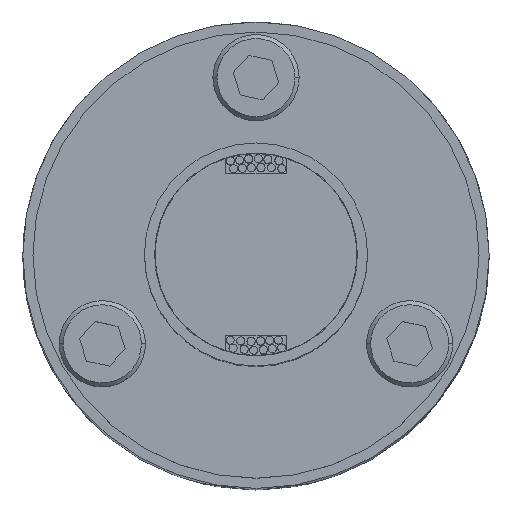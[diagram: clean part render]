
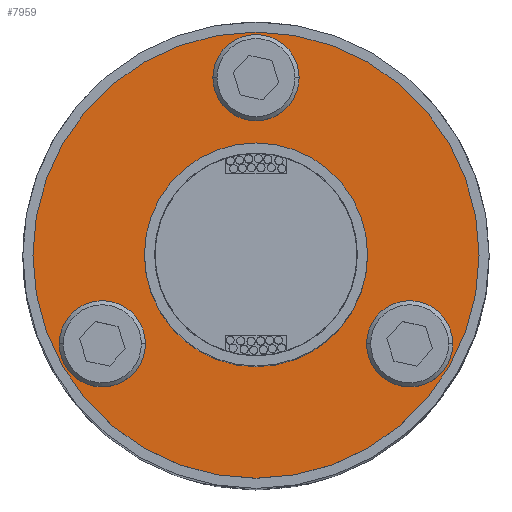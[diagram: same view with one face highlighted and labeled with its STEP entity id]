
A CAD part, top view. The second image highlights one B-rep face of the part: STEP entity #7959.
In plain terms, the highlighted planar face has unit normal (0, 0, 1).
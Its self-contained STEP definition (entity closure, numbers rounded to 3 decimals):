
#174 = VERTEX_POINT ( 'NONE', #6443 ) ;
#276 = CIRCLE ( 'NONE', #2894, 4.25 ) ;
#330 = ORIENTED_EDGE ( 'NONE', *, *, #3985, .F. ) ;
#334 = DIRECTION ( 'NONE',  ( 0., 0., 1. ) ) ;
#499 = CARTESIAN_POINT ( 'NONE',  ( 0., 0., 106.4 ) ) ;
#694 = VERTEX_POINT ( 'NONE', #5704 ) ;
#698 = FACE_BOUND ( 'NONE', #7595, .T. ) ;
#875 = CARTESIAN_POINT ( 'NONE',  ( 22., 0., 106.4 ) ) ;
#932 = CIRCLE ( 'NONE', #2987, 4.25 ) ;
#965 = DIRECTION ( 'NONE',  ( 0., 0., 1. ) ) ;
#971 = CIRCLE ( 'NONE', #1163, 4.25 ) ;
#1010 = CARTESIAN_POINT ( 'NONE',  ( 11., 0., 106.4 ) ) ;
#1163 = AXIS2_PLACEMENT_3D ( 'NONE', #4699, #334, #5414 ) ;
#1245 = DIRECTION ( 'NONE',  ( 1., 0., 0. ) ) ;
#1248 = EDGE_CURVE ( 'NONE', #174, #2102, #3840, .T. ) ;
#1336 = ORIENTED_EDGE ( 'NONE', *, *, #3057, .T. ) ;
#1346 = EDGE_LOOP ( 'NONE', ( #330, #3689 ) ) ;
#1555 = ORIENTED_EDGE ( 'NONE', *, *, #5218, .F. ) ;
#1559 = CIRCLE ( 'NONE', #8709, 11. ) ;
#1678 = AXIS2_PLACEMENT_3D ( 'NONE', #4154, #9169, #4870 ) ;
#1842 = CARTESIAN_POINT ( 'NONE',  ( 0., 0., 106.4 ) ) ;
#2102 = VERTEX_POINT ( 'NONE', #9086 ) ;
#2178 = ORIENTED_EDGE ( 'NONE', *, *, #1248, .F. ) ;
#2216 = EDGE_CURVE ( 'NONE', #4939, #9030, #1559, .T. ) ;
#2228 = CARTESIAN_POINT ( 'NONE',  ( 0., 0., 106.4 ) ) ;
#2255 = ORIENTED_EDGE ( 'NONE', *, *, #6396, .F. ) ;
#2295 = CIRCLE ( 'NONE', #5645, 11. ) ;
#2388 = CARTESIAN_POINT ( 'NONE',  ( 0., 17.5, 106.4 ) ) ;
#2575 = VERTEX_POINT ( 'NONE', #875 ) ;
#2588 = DIRECTION ( 'NONE',  ( 0., 0., 1. ) ) ;
#2591 = DIRECTION ( 'NONE',  ( 1., 0., 0. ) ) ;
#2681 = FACE_BOUND ( 'NONE', #1346, .T. ) ;
#2804 = EDGE_CURVE ( 'NONE', #3281, #694, #276, .T. ) ;
#2876 = DIRECTION ( 'NONE',  ( 0., 0., 1. ) ) ;
#2893 = DIRECTION ( 'NONE',  ( -0.5, 0.866, 0. ) ) ;
#2894 = AXIS2_PLACEMENT_3D ( 'NONE', #6905, #2588, #7597 ) ;
#2905 = FACE_BOUND ( 'NONE', #7405, .T. ) ;
#2966 = DIRECTION ( 'NONE',  ( 1., 0., 0. ) ) ;
#2987 = AXIS2_PLACEMENT_3D ( 'NONE', #2388, #7423, #3126 ) ;
#3057 = EDGE_CURVE ( 'NONE', #2575, #6060, #4003, .T. ) ;
#3126 = DIRECTION ( 'NONE',  ( 1., 0., 0. ) ) ;
#3281 = VERTEX_POINT ( 'NONE', #4540 ) ;
#3296 = CARTESIAN_POINT ( 'NONE',  ( 19.405, -8.75, 106.4 ) ) ;
#3576 = DIRECTION ( 'NONE',  ( 0., 0., 1. ) ) ;
#3689 = ORIENTED_EDGE ( 'NONE', *, *, #2216, .F. ) ;
#3840 = CIRCLE ( 'NONE', #6740, 4.25 ) ;
#3948 = ORIENTED_EDGE ( 'NONE', *, *, #2804, .F. ) ;
#3985 = EDGE_CURVE ( 'NONE', #9030, #4939, #2295, .T. ) ;
#4003 = CIRCLE ( 'NONE', #8779, 22. ) ;
#4094 = CARTESIAN_POINT ( 'NONE',  ( 0., 0., 106.4 ) ) ;
#4154 = CARTESIAN_POINT ( 'NONE',  ( 15.155, -8.75, 106.4 ) ) ;
#4164 = EDGE_CURVE ( 'NONE', #2102, #174, #8807, .T. ) ;
#4339 = FACE_BOUND ( 'NONE', #6449, .T. ) ;
#4540 = CARTESIAN_POINT ( 'NONE',  ( -4.25, 17.5, 106.4 ) ) ;
#4615 = DIRECTION ( 'NONE',  ( 1., 0., 0. ) ) ;
#4635 = ORIENTED_EDGE ( 'NONE', *, *, #5726, .T. ) ;
#4699 = CARTESIAN_POINT ( 'NONE',  ( 15.155, -8.75, 106.4 ) ) ;
#4811 = DIRECTION ( 'NONE',  ( 1., 0., 0. ) ) ;
#4870 = DIRECTION ( 'NONE',  ( -0.5, -0.866, 0. ) ) ;
#4923 = ORIENTED_EDGE ( 'NONE', *, *, #4164, .F. ) ;
#4939 = VERTEX_POINT ( 'NONE', #1010 ) ;
#5218 = EDGE_CURVE ( 'NONE', #8825, #5709, #6381, .T. ) ;
#5414 = DIRECTION ( 'NONE',  ( -0.5, -0.866, 0. ) ) ;
#5564 = DIRECTION ( 'NONE',  ( 0., 0., 1. ) ) ;
#5632 = ORIENTED_EDGE ( 'NONE', *, *, #7913, .F. ) ;
#5645 = AXIS2_PLACEMENT_3D ( 'NONE', #499, #5564, #1245 ) ;
#5704 = CARTESIAN_POINT ( 'NONE',  ( 4.25, 17.5, 106.4 ) ) ;
#5709 = VERTEX_POINT ( 'NONE', #3296 ) ;
#5726 = EDGE_CURVE ( 'NONE', #6060, #2575, #7392, .T. ) ;
#5866 = CARTESIAN_POINT ( 'NONE',  ( -22., 0., 106.4 ) ) ;
#6060 = VERTEX_POINT ( 'NONE', #5866 ) ;
#6080 = CARTESIAN_POINT ( 'NONE',  ( -11., 0., 106.4 ) ) ;
#6381 = CIRCLE ( 'NONE', #1678, 4.25 ) ;
#6396 = EDGE_CURVE ( 'NONE', #5709, #8825, #971, .T. ) ;
#6443 = CARTESIAN_POINT ( 'NONE',  ( -19.405, -8.75, 106.4 ) ) ;
#6449 = EDGE_LOOP ( 'NONE', ( #2178, #4923 ) ) ;
#6472 = CARTESIAN_POINT ( 'NONE',  ( -15.155, -8.75, 106.4 ) ) ;
#6740 = AXIS2_PLACEMENT_3D ( 'NONE', #6472, #2876, #2893 ) ;
#6905 = CARTESIAN_POINT ( 'NONE',  ( 0., 17.5, 106.4 ) ) ;
#6907 = DIRECTION ( 'NONE',  ( 0., 0., 1. ) ) ;
#7038 = CARTESIAN_POINT ( 'NONE',  ( 10.905, -8.75, 106.4 ) ) ;
#7265 = DIRECTION ( 'NONE',  ( 0., 0., 1. ) ) ;
#7392 = CIRCLE ( 'NONE', #7776, 22. ) ;
#7405 = EDGE_LOOP ( 'NONE', ( #3948, #5632 ) ) ;
#7423 = DIRECTION ( 'NONE',  ( 0., 0., 1. ) ) ;
#7586 = AXIS2_PLACEMENT_3D ( 'NONE', #7874, #3576, #8590 ) ;
#7595 = EDGE_LOOP ( 'NONE', ( #1555, #2255 ) ) ;
#7597 = DIRECTION ( 'NONE',  ( 1., 0., 0. ) ) ;
#7776 = AXIS2_PLACEMENT_3D ( 'NONE', #1842, #6907, #2591 ) ;
#7874 = CARTESIAN_POINT ( 'NONE',  ( -15.155, -8.75, 106.4 ) ) ;
#7913 = EDGE_CURVE ( 'NONE', #694, #3281, #932, .T. ) ;
#7959 = ADVANCED_FACE ( 'NONE', ( #698, #2681, #8155, #2905, #4339 ), #8183, .T. ) ;
#8155 = FACE_OUTER_BOUND ( 'NONE', #8216, .T. ) ;
#8183 = PLANE ( 'NONE',  #8258 ) ;
#8216 = EDGE_LOOP ( 'NONE', ( #4635, #1336 ) ) ;
#8258 = AXIS2_PLACEMENT_3D ( 'NONE', #8910, #965, #4615 ) ;
#8590 = DIRECTION ( 'NONE',  ( -0.5, 0.866, 0. ) ) ;
#8709 = AXIS2_PLACEMENT_3D ( 'NONE', #4094, #9112, #4811 ) ;
#8779 = AXIS2_PLACEMENT_3D ( 'NONE', #2228, #7265, #2966 ) ;
#8807 = CIRCLE ( 'NONE', #7586, 4.25 ) ;
#8825 = VERTEX_POINT ( 'NONE', #7038 ) ;
#8910 = CARTESIAN_POINT ( 'NONE',  ( 0., 0., 106.4 ) ) ;
#9030 = VERTEX_POINT ( 'NONE', #6080 ) ;
#9086 = CARTESIAN_POINT ( 'NONE',  ( -10.905, -8.75, 106.4 ) ) ;
#9112 = DIRECTION ( 'NONE',  ( 0., 0., 1. ) ) ;
#9169 = DIRECTION ( 'NONE',  ( 0., 0., 1. ) ) ;
